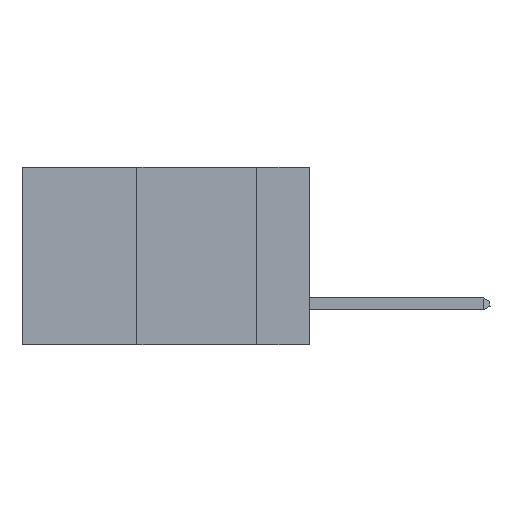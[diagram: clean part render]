
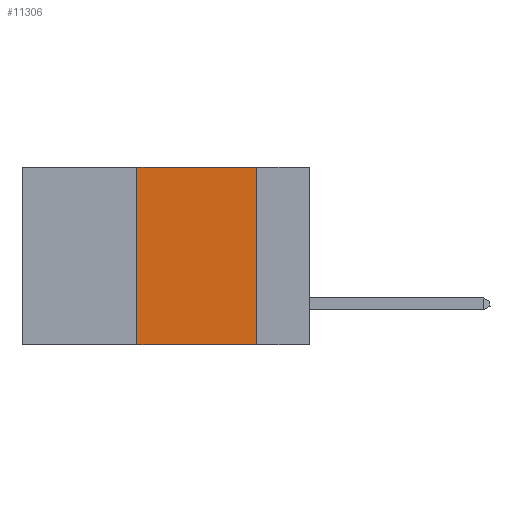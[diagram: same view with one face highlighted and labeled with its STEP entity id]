
A CAD part, left-side view. The second image highlights one B-rep face of the part: STEP entity #11306.
In plain terms, the highlighted planar face has unit normal (-1, 0, 0).
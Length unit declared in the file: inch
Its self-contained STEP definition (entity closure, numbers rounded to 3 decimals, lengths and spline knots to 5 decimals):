
#248 = VERTEX_POINT ( 'NONE', #10370 ) ;
#286 = CARTESIAN_POINT ( 'NONE',  ( 0., 0.11, -0.37 ) ) ;
#586 = DIRECTION ( 'NONE',  ( 0., 0., -1. ) ) ;
#1757 = FACE_OUTER_BOUND ( 'NONE', #4436, .T. ) ;
#1774 = LINE ( 'NONE', #7697, #5848 ) ;
#1996 = EDGE_CURVE ( 'NONE', #12213, #8034, #1774, .T. ) ;
#2012 = ORIENTED_EDGE ( 'NONE', *, *, #10851, .F. ) ;
#2240 = ORIENTED_EDGE ( 'NONE', *, *, #1996, .F. ) ;
#2779 = LINE ( 'NONE', #12357, #8539 ) ;
#3739 = AXIS2_PLACEMENT_3D ( 'NONE', #10661, #11548, #11668 ) ;
#3837 = DIRECTION ( 'NONE',  ( 0., 0., 1. ) ) ;
#4040 = CARTESIAN_POINT ( 'NONE',  ( 0., 0.11, 0. ) ) ;
#4290 = ORIENTED_EDGE ( 'NONE', *, *, #8226, .T. ) ;
#4436 = EDGE_LOOP ( 'NONE', ( #5320, #2240, #2012, #4290 ) ) ;
#5320 = ORIENTED_EDGE ( 'NONE', *, *, #12900, .F. ) ;
#5529 = VECTOR ( 'NONE', #586, 39.37008 ) ;
#5848 = VECTOR ( 'NONE', #6772, 39.37008 ) ;
#6772 = DIRECTION ( 'NONE',  ( 0., -1., 0. ) ) ;
#7035 = VECTOR ( 'NONE', #3837, 39.37008 ) ;
#7697 = CARTESIAN_POINT ( 'NONE',  ( 0., 0.6, 0. ) ) ;
#8034 = VERTEX_POINT ( 'NONE', #4040 ) ;
#8226 = EDGE_CURVE ( 'NONE', #248, #12614, #2779, .T. ) ;
#8539 = VECTOR ( 'NONE', #12259, 39.37008 ) ;
#10194 = LINE ( 'NONE', #12917, #7035 ) ;
#10369 = CARTESIAN_POINT ( 'NONE',  ( 0., 0.36, 0. ) ) ;
#10370 = CARTESIAN_POINT ( 'NONE',  ( 0., 0.36, -0.37 ) ) ;
#10661 = CARTESIAN_POINT ( 'NONE',  ( 0., 0.6, 0. ) ) ;
#10851 = EDGE_CURVE ( 'NONE', #248, #12213, #10194, .T. ) ;
#11306 = ADVANCED_FACE ( 'NONE', ( #1757 ), #12560, .F. ) ;
#11548 = DIRECTION ( 'NONE',  ( 1., 0., 0. ) ) ;
#11668 = DIRECTION ( 'NONE',  ( 0., 0., -1. ) ) ;
#11803 = LINE ( 'NONE', #11861, #5529 ) ;
#11861 = CARTESIAN_POINT ( 'NONE',  ( 0., 0.11, 0. ) ) ;
#12213 = VERTEX_POINT ( 'NONE', #10369 ) ;
#12259 = DIRECTION ( 'NONE',  ( 0., -1., 0. ) ) ;
#12357 = CARTESIAN_POINT ( 'NONE',  ( 0., 0.6, -0.37 ) ) ;
#12560 = PLANE ( 'NONE',  #3739 ) ;
#12614 = VERTEX_POINT ( 'NONE', #286 ) ;
#12900 = EDGE_CURVE ( 'NONE', #8034, #12614, #11803, .T. ) ;
#12917 = CARTESIAN_POINT ( 'NONE',  ( 0., 0.36, 0. ) ) ;
